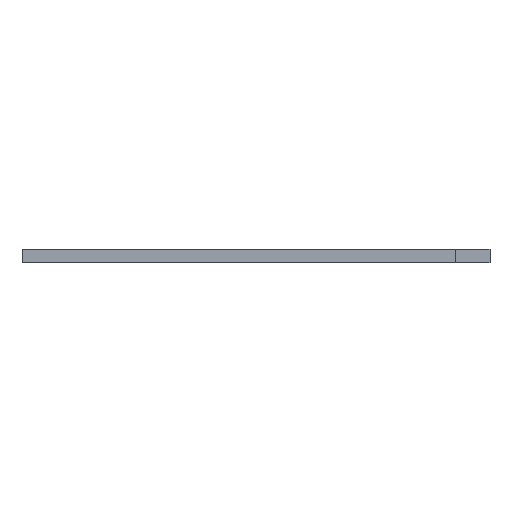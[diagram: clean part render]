
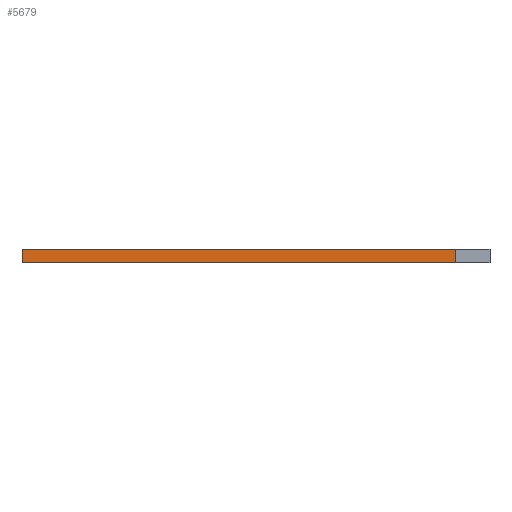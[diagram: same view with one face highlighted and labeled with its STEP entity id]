
A CAD part, left-side view. The second image highlights one B-rep face of the part: STEP entity #5679.
In plain terms, the highlighted planar face has unit normal (-1, 0, 0).
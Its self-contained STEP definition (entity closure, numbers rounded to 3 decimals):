
#83 = PLANE('',#84);
#84 = AXIS2_PLACEMENT_3D('',#85,#86,#87);
#85 = CARTESIAN_POINT('',(205.,-103.,1.6));
#86 = DIRECTION('',(0.,0.,-1.));
#87 = DIRECTION('',(-1.,0.,0.));
#137 = PLANE('',#138);
#138 = AXIS2_PLACEMENT_3D('',#139,#140,#141);
#139 = CARTESIAN_POINT('',(205.,-103.,0.));
#140 = DIRECTION('',(0.,0.,-1.));
#141 = DIRECTION('',(-1.,0.,0.));
#330 = VERTEX_POINT('',#331);
#331 = CARTESIAN_POINT('',(150.,-99.,0.));
#345 = PLANE('',#346);
#346 = AXIS2_PLACEMENT_3D('',#347,#348,#349);
#347 = CARTESIAN_POINT('',(150.,-99.,0.));
#348 = DIRECTION('',(0.,1.,0.));
#349 = DIRECTION('',(1.,0.,0.));
#357 = EDGE_CURVE('',#358,#330,#360,.T.);
#358 = VERTEX_POINT('',#359);
#359 = CARTESIAN_POINT('',(150.,-49.,0.));
#360 = SURFACE_CURVE('',#361,(#365,#372),.PCURVE_S1.);
#361 = LINE('',#362,#363);
#362 = CARTESIAN_POINT('',(150.,-49.,0.));
#363 = VECTOR('',#364,1.);
#364 = DIRECTION('',(0.,-1.,0.));
#365 = PCURVE('',#137,#366);
#366 = DEFINITIONAL_REPRESENTATION('',(#367),#371);
#367 = LINE('',#368,#369);
#368 = CARTESIAN_POINT('',(55.,54.));
#369 = VECTOR('',#370,1.);
#370 = DIRECTION('',(0.,-1.));
#371 = ( GEOMETRIC_REPRESENTATION_CONTEXT(2) 
PARAMETRIC_REPRESENTATION_CONTEXT() REPRESENTATION_CONTEXT('2D SPACE',''
  ) );
#372 = PCURVE('',#373,#378);
#373 = PLANE('',#374);
#374 = AXIS2_PLACEMENT_3D('',#375,#376,#377);
#375 = CARTESIAN_POINT('',(150.,-49.,0.));
#376 = DIRECTION('',(1.,0.,0.));
#377 = DIRECTION('',(0.,-1.,0.));
#378 = DEFINITIONAL_REPRESENTATION('',(#379),#383);
#379 = LINE('',#380,#381);
#380 = CARTESIAN_POINT('',(0.,0.));
#381 = VECTOR('',#382,1.);
#382 = DIRECTION('',(1.,0.));
#383 = ( GEOMETRIC_REPRESENTATION_CONTEXT(2) 
PARAMETRIC_REPRESENTATION_CONTEXT() REPRESENTATION_CONTEXT('2D SPACE',''
  ) );
#401 = PLANE('',#402);
#402 = AXIS2_PLACEMENT_3D('',#403,#404,#405);
#403 = CARTESIAN_POINT('',(197.,-49.,0.));
#404 = DIRECTION('',(0.,-1.,0.));
#405 = DIRECTION('',(-1.,0.,0.));
#3168 = VERTEX_POINT('',#3169);
#3169 = CARTESIAN_POINT('',(150.,-99.,1.6));
#3190 = EDGE_CURVE('',#3191,#3168,#3193,.T.);
#3191 = VERTEX_POINT('',#3192);
#3192 = CARTESIAN_POINT('',(150.,-49.,1.6));
#3193 = SURFACE_CURVE('',#3194,(#3198,#3205),.PCURVE_S1.);
#3194 = LINE('',#3195,#3196);
#3195 = CARTESIAN_POINT('',(150.,-49.,1.6));
#3196 = VECTOR('',#3197,1.);
#3197 = DIRECTION('',(0.,-1.,0.));
#3198 = PCURVE('',#83,#3199);
#3199 = DEFINITIONAL_REPRESENTATION('',(#3200),#3204);
#3200 = LINE('',#3201,#3202);
#3201 = CARTESIAN_POINT('',(55.,54.));
#3202 = VECTOR('',#3203,1.);
#3203 = DIRECTION('',(0.,-1.));
#3204 = ( GEOMETRIC_REPRESENTATION_CONTEXT(2) 
PARAMETRIC_REPRESENTATION_CONTEXT() REPRESENTATION_CONTEXT('2D SPACE',''
  ) );
#3205 = PCURVE('',#373,#3206);
#3206 = DEFINITIONAL_REPRESENTATION('',(#3207),#3211);
#3207 = LINE('',#3208,#3209);
#3208 = CARTESIAN_POINT('',(0.,-1.6));
#3209 = VECTOR('',#3210,1.);
#3210 = DIRECTION('',(1.,0.));
#3211 = ( GEOMETRIC_REPRESENTATION_CONTEXT(2) 
PARAMETRIC_REPRESENTATION_CONTEXT() REPRESENTATION_CONTEXT('2D SPACE',''
  ) );
#5629 = EDGE_CURVE('',#330,#3168,#5630,.T.);
#5630 = SURFACE_CURVE('',#5631,(#5635,#5642),.PCURVE_S1.);
#5631 = LINE('',#5632,#5633);
#5632 = CARTESIAN_POINT('',(150.,-99.,0.));
#5633 = VECTOR('',#5634,1.);
#5634 = DIRECTION('',(0.,0.,1.));
#5635 = PCURVE('',#345,#5636);
#5636 = DEFINITIONAL_REPRESENTATION('',(#5637),#5641);
#5637 = LINE('',#5638,#5639);
#5638 = CARTESIAN_POINT('',(0.,0.));
#5639 = VECTOR('',#5640,1.);
#5640 = DIRECTION('',(0.,-1.));
#5641 = ( GEOMETRIC_REPRESENTATION_CONTEXT(2) 
PARAMETRIC_REPRESENTATION_CONTEXT() REPRESENTATION_CONTEXT('2D SPACE',''
  ) );
#5642 = PCURVE('',#373,#5643);
#5643 = DEFINITIONAL_REPRESENTATION('',(#5644),#5648);
#5644 = LINE('',#5645,#5646);
#5645 = CARTESIAN_POINT('',(50.,0.));
#5646 = VECTOR('',#5647,1.);
#5647 = DIRECTION('',(0.,-1.));
#5648 = ( GEOMETRIC_REPRESENTATION_CONTEXT(2) 
PARAMETRIC_REPRESENTATION_CONTEXT() REPRESENTATION_CONTEXT('2D SPACE',''
  ) );
#5658 = EDGE_CURVE('',#358,#3191,#5659,.T.);
#5659 = SURFACE_CURVE('',#5660,(#5664,#5671),.PCURVE_S1.);
#5660 = LINE('',#5661,#5662);
#5661 = CARTESIAN_POINT('',(150.,-49.,0.));
#5662 = VECTOR('',#5663,1.);
#5663 = DIRECTION('',(0.,0.,1.));
#5664 = PCURVE('',#401,#5665);
#5665 = DEFINITIONAL_REPRESENTATION('',(#5666),#5670);
#5666 = LINE('',#5667,#5668);
#5667 = CARTESIAN_POINT('',(47.,0.));
#5668 = VECTOR('',#5669,1.);
#5669 = DIRECTION('',(0.,-1.));
#5670 = ( GEOMETRIC_REPRESENTATION_CONTEXT(2) 
PARAMETRIC_REPRESENTATION_CONTEXT() REPRESENTATION_CONTEXT('2D SPACE',''
  ) );
#5671 = PCURVE('',#373,#5672);
#5672 = DEFINITIONAL_REPRESENTATION('',(#5673),#5677);
#5673 = LINE('',#5674,#5675);
#5674 = CARTESIAN_POINT('',(0.,0.));
#5675 = VECTOR('',#5676,1.);
#5676 = DIRECTION('',(0.,-1.));
#5677 = ( GEOMETRIC_REPRESENTATION_CONTEXT(2) 
PARAMETRIC_REPRESENTATION_CONTEXT() REPRESENTATION_CONTEXT('2D SPACE',''
  ) );
#5679 = ADVANCED_FACE('',(#5680),#373,.F.);
#5680 = FACE_BOUND('',#5681,.F.);
#5681 = EDGE_LOOP('',(#5682,#5683,#5684,#5685));
#5682 = ORIENTED_EDGE('',*,*,#5658,.T.);
#5683 = ORIENTED_EDGE('',*,*,#3190,.T.);
#5684 = ORIENTED_EDGE('',*,*,#5629,.F.);
#5685 = ORIENTED_EDGE('',*,*,#357,.F.);
